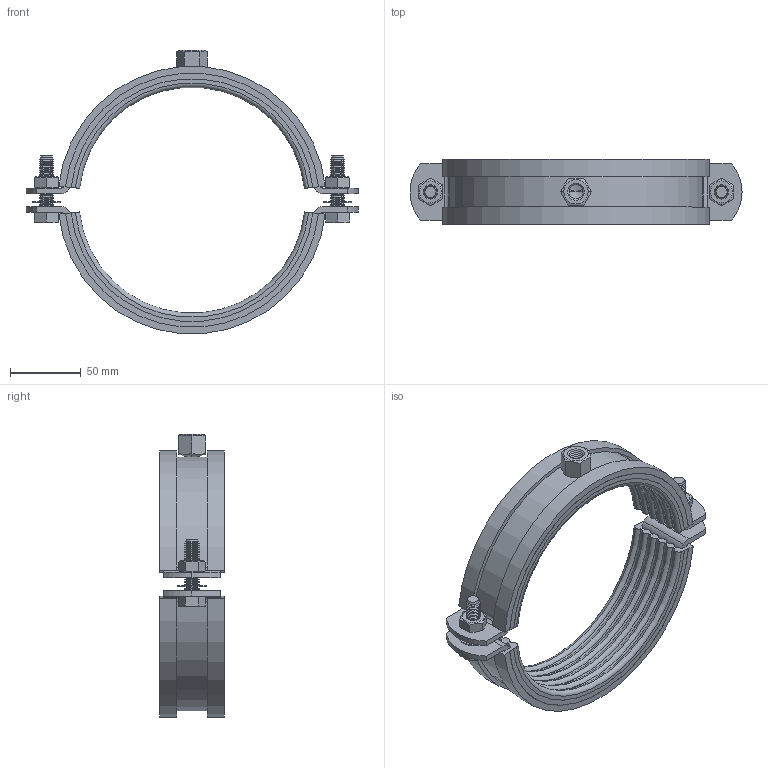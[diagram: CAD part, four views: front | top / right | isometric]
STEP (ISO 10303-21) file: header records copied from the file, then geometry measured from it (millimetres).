
FILE_DESCRIPTION((''),'2;1');
FILE_NAME('39217.stp','2007-07-26T10:08:08',(''),(''),'Mechanical Desktop.R8.0.24.0','Mechanical Desktop.R8.0.24.0',', , ');
FILE_SCHEMA(('CONFIG_CONTROL_DESIGN'));
Length unit declared in the file: millimetre
Products named in the file (22): 39217; SCHELLENGEWINDETEIL 40X4; TEIL1; SCHELLENOBERTEIL 40X4; ~TEIL1; UVS20,5X9X0,5; ~~TEIL1; 20184; 20184$0$AVE_RENDER; 20184$0$AVE_GLOBAL; 20184$0$RM_SDB; 09-433; ~~~~TEIL1; STREIFENGELB; GELB$0$AVE_RENDER; GELB$0$AVE_GLOBAL; GELB$0$RM_SDB; DIN 933 M10X40; ~~~TEIL1; HUTMUTTER12; RM_SDB; LAYER
Assembly tree (45 placements, depth 3):
  39217
    SCHELLENGEWINDETEIL 40X4
      TEIL1
    SCHELLENOBERTEIL 40X4
      ~TEIL1
    UVS20,5X9X0,5  x2
      ~~TEIL1
    20184  x2
      20184$0$AVE_RENDER
      20184$0$AVE_GLOBAL
      20184$0$RM_SDB
    09-433  x2
      ~~~~TEIL1
    STREIFENGELB  x4
      GELB$0$AVE_RENDER
      GELB$0$AVE_GLOBAL
      GELB$0$RM_SDB
    DIN 933 M10X40  x2
      ~~~TEIL1
    HUTMUTTER12
    RM_SDB  x4
    LAYER
Bounding box: 235 x 46.2 x 200.45 mm (x, y, z)
Volume: 264954.8 mm3; surface area: 175327.8 mm2
Topology: 15 solids, 15 shells, 563 faces, 1272 edges, 740 vertices
Faces by surface type: cone 324, cylinder 98, plane 95, torus 44, bspline 2
Entity records: 9715 total; most frequent: DIRECTION 1830, CARTESIAN_POINT 1659, ORIENTED_EDGE 1486, AXIS2_PLACEMENT_3D 746, EDGE_CURVE 743, VERTEX_POINT 437, CIRCLE 377, EDGE_LOOP 340
